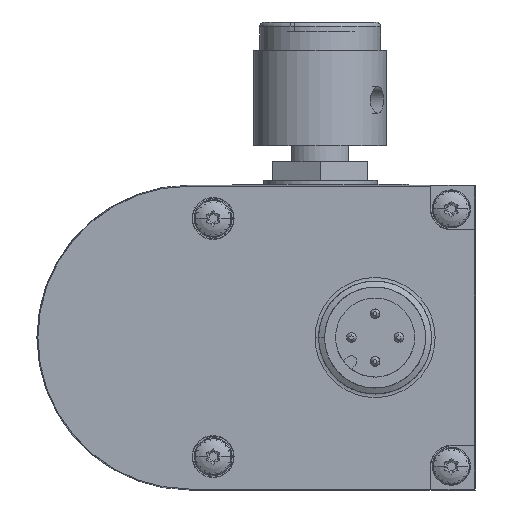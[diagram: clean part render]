
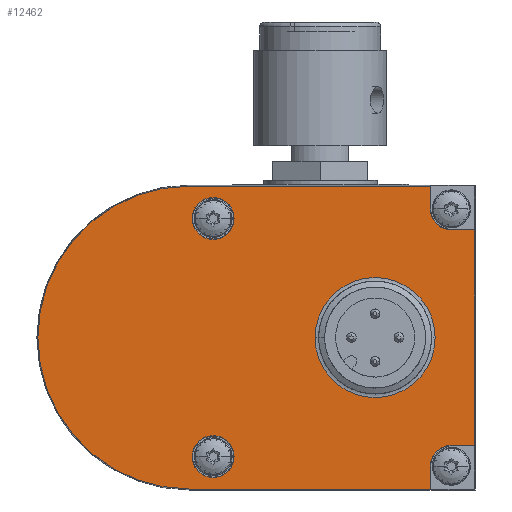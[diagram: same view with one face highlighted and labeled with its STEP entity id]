
A CAD part, left-side view. The second image highlights one B-rep face of the part: STEP entity #12462.
In plain terms, the highlighted face is planar.
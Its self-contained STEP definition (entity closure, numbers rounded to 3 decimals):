
#7150=CARTESIAN_POINT('',(12.5,-2.5,0.));
#7151=DIRECTION('',(0.,0.,1.));
#7152=DIRECTION('',(1.,0.,0.));
#7153=AXIS2_PLACEMENT_3D('',#7150,#7151,#7152);
#7159=CARTESIAN_POINT('',(12.5,-2.5,0.));
#7160=DIRECTION('',(0.,0.,1.));
#7161=DIRECTION('',(-1.,0.,0.));
#7162=AXIS2_PLACEMENT_3D('',#7159,#7160,#7161);
#7167=CARTESIAN_POINT('',(-12.5,-2.5,0.));
#7168=DIRECTION('',(0.,0.,1.));
#7169=DIRECTION('',(1.,0.,0.));
#7170=AXIS2_PLACEMENT_3D('',#7167,#7168,#7169);
#7175=CARTESIAN_POINT('',(-12.5,-2.5,0.));
#7176=DIRECTION('',(0.,0.,1.));
#7177=DIRECTION('',(-1.,0.,0.));
#7178=AXIS2_PLACEMENT_3D('',#7175,#7176,#7177);
#7183=CARTESIAN_POINT('',(0.,-19.5,0.));
#7184=DIRECTION('',(0.,0.,1.));
#7185=DIRECTION('',(0.,1.,0.));
#7186=AXIS2_PLACEMENT_3D('',#7183,#7184,#7185);
#7191=CARTESIAN_POINT('',(0.,-19.5,0.));
#7192=DIRECTION('',(0.,0.,1.));
#7193=DIRECTION('',(0.,-1.,0.));
#7194=AXIS2_PLACEMENT_3D('',#7191,#7192,#7193);
#7199=CARTESIAN_POINT('',(0.,0.,0.));
#7200=DIRECTION('',(0.,0.,1.));
#7201=DIRECTION('',(1.,0.,0.));
#7202=AXIS2_PLACEMENT_3D('',#7199,#7200,#7201);
#7207=DIRECTION('',(0.,1.,0.));
#7208=VECTOR('',#7207,25.3);
#7209=CARTESIAN_POINT('',(15.895,-25.3,0.));
#7210=LINE('',#7209,#7208);
#7214=DIRECTION('',(-1.,0.,0.));
#7215=VECTOR('',#7214,2.395);
#7216=CARTESIAN_POINT('',(15.895,-25.3,0.));
#7217=LINE('',#7216,#7215);
#7221=CARTESIAN_POINT('',(13.5,-27.5,0.));
#7222=DIRECTION('',(0.,0.,1.));
#7223=DIRECTION('',(0.,1.,0.));
#7224=AXIS2_PLACEMENT_3D('',#7221,#7222,#7223);
#7229=DIRECTION('',(0.,1.,0.));
#7230=VECTOR('',#7229,2.395);
#7231=CARTESIAN_POINT('',(11.3,-29.895,0.));
#7232=LINE('',#7231,#7230);
#7236=DIRECTION('',(1.,0.,0.));
#7237=VECTOR('',#7236,22.6);
#7238=CARTESIAN_POINT('',(-11.3,-29.895,0.));
#7239=LINE('',#7238,#7237);
#7243=DIRECTION('',(0.,1.,0.));
#7244=VECTOR('',#7243,2.395);
#7245=CARTESIAN_POINT('',(-11.3,-29.895,0.));
#7246=LINE('',#7245,#7244);
#7250=CARTESIAN_POINT('',(-13.5,-27.5,0.));
#7251=DIRECTION('',(0.,0.,1.));
#7252=DIRECTION('',(1.,0.,0.));
#7253=AXIS2_PLACEMENT_3D('',#7250,#7251,#7252);
#7258=DIRECTION('',(1.,0.,0.));
#7259=VECTOR('',#7258,2.395);
#7260=CARTESIAN_POINT('',(-15.895,-25.3,0.));
#7261=LINE('',#7260,#7259);
#7265=DIRECTION('',(0.,1.,0.));
#7266=VECTOR('',#7265,25.3);
#7267=CARTESIAN_POINT('',(-15.895,-25.3,0.));
#7268=LINE('',#7267,#7266);
#11981=CARTESIAN_POINT('',(15.895,0.,0.));
#11983=VERTEX_POINT('',#11981);
#11985=CARTESIAN_POINT('',(-15.895,0.,0.));
#11987=VERTEX_POINT('',#11985);
#11996=CARTESIAN_POINT('',(14.7,-2.5,0.));
#11997=CARTESIAN_POINT('',(10.3,-2.5,0.));
#11998=VERTEX_POINT('',#11996);
#11999=VERTEX_POINT('',#11997);
#12000=CARTESIAN_POINT('',(-10.3,-2.5,0.));
#12001=CARTESIAN_POINT('',(-14.7,-2.5,0.));
#12002=VERTEX_POINT('',#12000);
#12003=VERTEX_POINT('',#12001);
#12177=CARTESIAN_POINT('',(0.,-13.2,0.));
#12178=CARTESIAN_POINT('',(0.,-25.8,0.));
#12179=VERTEX_POINT('',#12177);
#12180=VERTEX_POINT('',#12178);
#12361=CARTESIAN_POINT('',(13.5,-25.3,0.));
#12362=CARTESIAN_POINT('',(11.3,-27.5,0.));
#12363=VERTEX_POINT('',#12361);
#12364=VERTEX_POINT('',#12362);
#12365=CARTESIAN_POINT('',(-11.3,-27.5,0.));
#12366=CARTESIAN_POINT('',(-13.5,-25.3,0.));
#12367=VERTEX_POINT('',#12365);
#12368=VERTEX_POINT('',#12366);
#12369=CARTESIAN_POINT('',(15.895,-25.3,0.));
#12370=VERTEX_POINT('',#12369);
#12371=CARTESIAN_POINT('',(11.3,-29.895,0.));
#12372=VERTEX_POINT('',#12371);
#12373=CARTESIAN_POINT('',(-11.3,-29.895,0.));
#12374=VERTEX_POINT('',#12373);
#12375=CARTESIAN_POINT('',(-15.895,-25.3,0.));
#12376=VERTEX_POINT('',#12375);
#12417=CARTESIAN_POINT('',(0.,0.,0.));
#12418=DIRECTION('',(0.,0.,1.));
#12419=DIRECTION('',(1.,0.,0.));
#12420=AXIS2_PLACEMENT_3D('',#12417,#12418,#12419);
#12421=PLANE('',#12420);
#12423=ORIENTED_EDGE('',*,*,#12422,.F.);
#12425=ORIENTED_EDGE('',*,*,#12424,.F.);
#12427=ORIENTED_EDGE('',*,*,#12426,.T.);
#12429=ORIENTED_EDGE('',*,*,#12428,.T.);
#12431=ORIENTED_EDGE('',*,*,#12430,.F.);
#12433=ORIENTED_EDGE('',*,*,#12432,.F.);
#12435=ORIENTED_EDGE('',*,*,#12434,.T.);
#12437=ORIENTED_EDGE('',*,*,#12436,.T.);
#12439=ORIENTED_EDGE('',*,*,#12438,.F.);
#12441=ORIENTED_EDGE('',*,*,#12440,.T.);
#12442=EDGE_LOOP('',(#12423,#12425,#12427,#12429,#12431,#12433,#12435,#12437,
#12439,#12441));
#12443=FACE_OUTER_BOUND('',#12442,.F.);
#12445=ORIENTED_EDGE('',*,*,#12444,.T.);
#12447=ORIENTED_EDGE('',*,*,#12446,.T.);
#12448=EDGE_LOOP('',(#12445,#12447));
#12449=FACE_BOUND('',#12448,.F.);
#12451=ORIENTED_EDGE('',*,*,#12450,.T.);
#12453=ORIENTED_EDGE('',*,*,#12452,.T.);
#12454=EDGE_LOOP('',(#12451,#12453));
#12455=FACE_BOUND('',#12454,.F.);
#12457=ORIENTED_EDGE('',*,*,#12456,.T.);
#12459=ORIENTED_EDGE('',*,*,#12458,.T.);
#12460=EDGE_LOOP('',(#12457,#12459));
#12461=FACE_BOUND('',#12460,.F.);
#12462=ADVANCED_FACE('',(#12443,#12449,#12455,#12461),#12421,.T.);
#7154=CIRCLE('',#7153,2.2);
#7163=CIRCLE('',#7162,2.2);
#7171=CIRCLE('',#7170,2.2);
#7179=CIRCLE('',#7178,2.2);
#7187=CIRCLE('',#7186,6.3);
#7195=CIRCLE('',#7194,6.3);
#7203=CIRCLE('',#7202,15.895);
#7225=CIRCLE('',#7224,2.2);
#7254=CIRCLE('',#7253,2.2);
#12422=EDGE_CURVE('',#11983,#11987,#7203,.T.);
#12424=EDGE_CURVE('',#12370,#11983,#7210,.T.);
#12426=EDGE_CURVE('',#12370,#12363,#7217,.T.);
#12428=EDGE_CURVE('',#12363,#12364,#7225,.T.);
#12430=EDGE_CURVE('',#12372,#12364,#7232,.T.);
#12432=EDGE_CURVE('',#12374,#12372,#7239,.T.);
#12434=EDGE_CURVE('',#12374,#12367,#7246,.T.);
#12436=EDGE_CURVE('',#12367,#12368,#7254,.T.);
#12438=EDGE_CURVE('',#12376,#12368,#7261,.T.);
#12440=EDGE_CURVE('',#12376,#11987,#7268,.T.);
#12444=EDGE_CURVE('',#12002,#12003,#7171,.T.);
#12446=EDGE_CURVE('',#12003,#12002,#7179,.T.);
#12450=EDGE_CURVE('',#12179,#12180,#7187,.T.);
#12452=EDGE_CURVE('',#12180,#12179,#7195,.T.);
#12456=EDGE_CURVE('',#11998,#11999,#7154,.T.);
#12458=EDGE_CURVE('',#11999,#11998,#7163,.T.);
